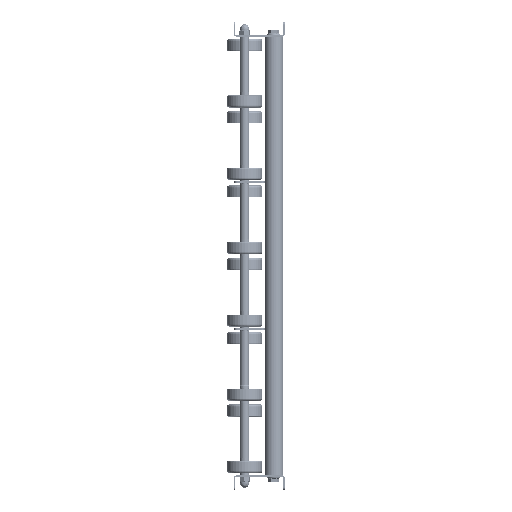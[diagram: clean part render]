
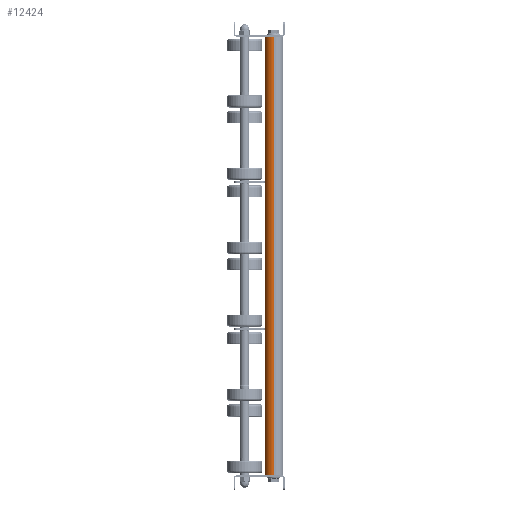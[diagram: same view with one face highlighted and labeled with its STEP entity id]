
A CAD part, left-side view. The second image highlights one B-rep face of the part: STEP entity #12424.
In plain terms, the highlighted cylindrical face has radius 12.5 mm (diameter 25 mm), a partial arc.
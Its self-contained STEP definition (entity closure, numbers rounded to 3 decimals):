
#1252 = DIRECTION ( 'NONE',  ( -1., 0., 0. ) ) ;
#2852 = VERTEX_POINT ( 'NONE', #28712 ) ;
#3509 = DIRECTION ( 'NONE',  ( 0., 0., 1. ) ) ;
#3885 = CARTESIAN_POINT ( 'NONE',  ( 599., 0., 0. ) ) ;
#3961 = EDGE_CURVE ( 'NONE', #9466, #2852, #5245, .T. ) ;
#4176 = EDGE_CURVE ( 'NONE', #13059, #9466, #22682, .T. ) ;
#4389 = EDGE_CURVE ( 'NONE', #13059, #11987, #30140, .T. ) ;
#4754 = EDGE_LOOP ( 'NONE', ( #22788, #13114, #25808, #9179 ) ) ;
#5245 = LINE ( 'NONE', #17349, #29313 ) ;
#6458 = CYLINDRICAL_SURFACE ( 'NONE', #10503, 12.5 ) ;
#6552 = CARTESIAN_POINT ( 'NONE',  ( 1., 0., 12.5 ) ) ;
#8188 = FACE_OUTER_BOUND ( 'NONE', #4754, .T. ) ;
#8411 = DIRECTION ( 'NONE',  ( 0., 0., -1. ) ) ;
#9179 = ORIENTED_EDGE ( 'NONE', *, *, #4389, .F. ) ;
#9466 = VERTEX_POINT ( 'NONE', #25636 ) ;
#9797 = AXIS2_PLACEMENT_3D ( 'NONE', #19237, #21253, #19390 ) ;
#10067 = DIRECTION ( 'NONE',  ( -1., 0., 0. ) ) ;
#10503 = AXIS2_PLACEMENT_3D ( 'NONE', #15291, #18267, #3509 ) ;
#11987 = VERTEX_POINT ( 'NONE', #6552 ) ;
#12424 = ADVANCED_FACE ( 'NONE', ( #8188 ), #6458, .T. ) ;
#13059 = VERTEX_POINT ( 'NONE', #29189 ) ;
#13114 = ORIENTED_EDGE ( 'NONE', *, *, #3961, .T. ) ;
#14279 = DIRECTION ( 'NONE',  ( -1., 0., 0. ) ) ;
#15291 = CARTESIAN_POINT ( 'NONE',  ( 600., 0., 0. ) ) ;
#16327 = EDGE_CURVE ( 'NONE', #2852, #11987, #23665, .T. ) ;
#17227 = AXIS2_PLACEMENT_3D ( 'NONE', #3885, #1252, #8411 ) ;
#17349 = CARTESIAN_POINT ( 'NONE',  ( 600., 0., -12.5 ) ) ;
#18267 = DIRECTION ( 'NONE',  ( -1., 0., 0. ) ) ;
#19237 = CARTESIAN_POINT ( 'NONE',  ( 1., 0., 0. ) ) ;
#19390 = DIRECTION ( 'NONE',  ( 0., 0., -1. ) ) ;
#21253 = DIRECTION ( 'NONE',  ( 1., 0., 0. ) ) ;
#22682 = CIRCLE ( 'NONE', #17227, 12.5 ) ;
#22788 = ORIENTED_EDGE ( 'NONE', *, *, #4176, .T. ) ;
#23665 = CIRCLE ( 'NONE', #9797, 12.5 ) ;
#25636 = CARTESIAN_POINT ( 'NONE',  ( 599., 0., -12.5 ) ) ;
#25667 = VECTOR ( 'NONE', #14279, 1000. ) ;
#25808 = ORIENTED_EDGE ( 'NONE', *, *, #16327, .T. ) ;
#25914 = CARTESIAN_POINT ( 'NONE',  ( 600., 0., 12.5 ) ) ;
#28712 = CARTESIAN_POINT ( 'NONE',  ( 1., 0., -12.5 ) ) ;
#29189 = CARTESIAN_POINT ( 'NONE',  ( 599., 0., 12.5 ) ) ;
#29313 = VECTOR ( 'NONE', #10067, 1000. ) ;
#30140 = LINE ( 'NONE', #25914, #25667 ) ;
